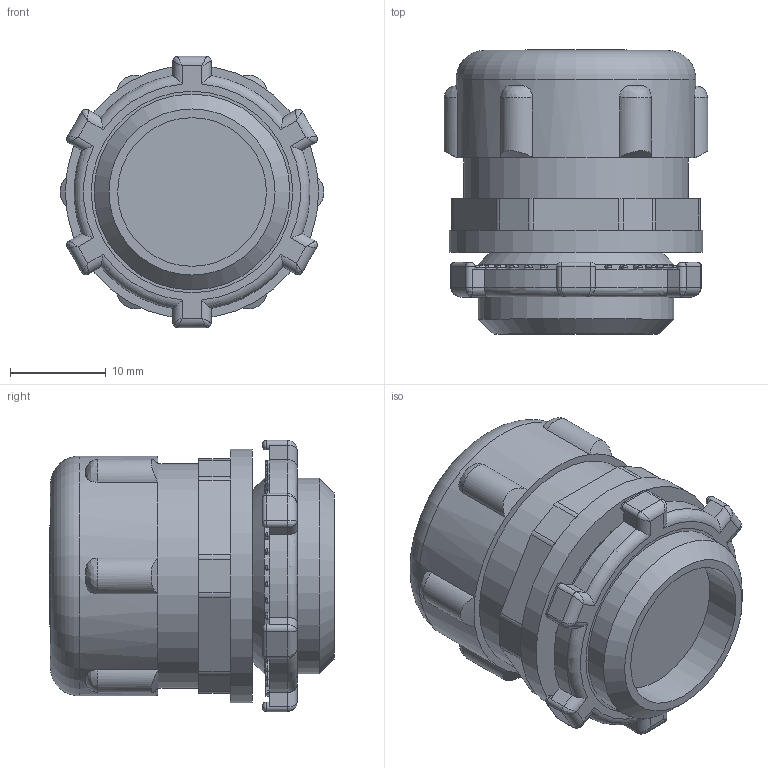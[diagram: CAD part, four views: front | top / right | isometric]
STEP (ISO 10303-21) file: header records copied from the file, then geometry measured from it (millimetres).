
FILE_DESCRIPTION(/* description */ ('','CAx-IF Rec.Pracs.---Representation and Presentation of Product Manufacturing Information (PMI)---4.0---2014-10-13'),/* implementation_level */ '2;1');
FILE_NAME(/* name */ 'ЗЭТАРУС РКН-12.stp',/* time_stamp */ '2023-02-28T16:01:10+07:00',/* author */ ('zeta-09'),/* organization */ (''),/* preprocessor_version */ 'ST-DEVELOPER v18.1',/* originating_system */ 'Autodesk Inventor 2021',/* authorisation */ '');
FILE_SCHEMA (('AP242_MANAGED_MODEL_BASED_3D_ENGINEERING_MIM_LF { 1 0 10303 442 1 1 4 }'));
Length unit declared in the file: millimetre
Products named in the file (1): Деталь4
Bounding box: 27.5 x 29.6 x 28.27 mm (x, y, z)
Volume: 12621.4 mm3; surface area: 6080.7 mm2
Topology: 1 solids, 7 shells, 606 faces, 1395 edges, 839 vertices
Faces by surface type: cylinder 252, plane 207, bspline 130, cone 10, torus 7
Full cylindrical faces by diameter (mm): 9.6 x1, 11 x1, 15.5 x1, 17.6 x1, 20.4 x2, 23.4 x1, 25 x1, 26.4 x1
Entity records: 20934 total; most frequent: CARTESIAN_POINT 6721, DIRECTION 2882, ORIENTED_EDGE 2757, EDGE_CURVE 1383, AXIS2_PLACEMENT_3D 1093, VERTEX_POINT 839, LINE 696, VECTOR 696
